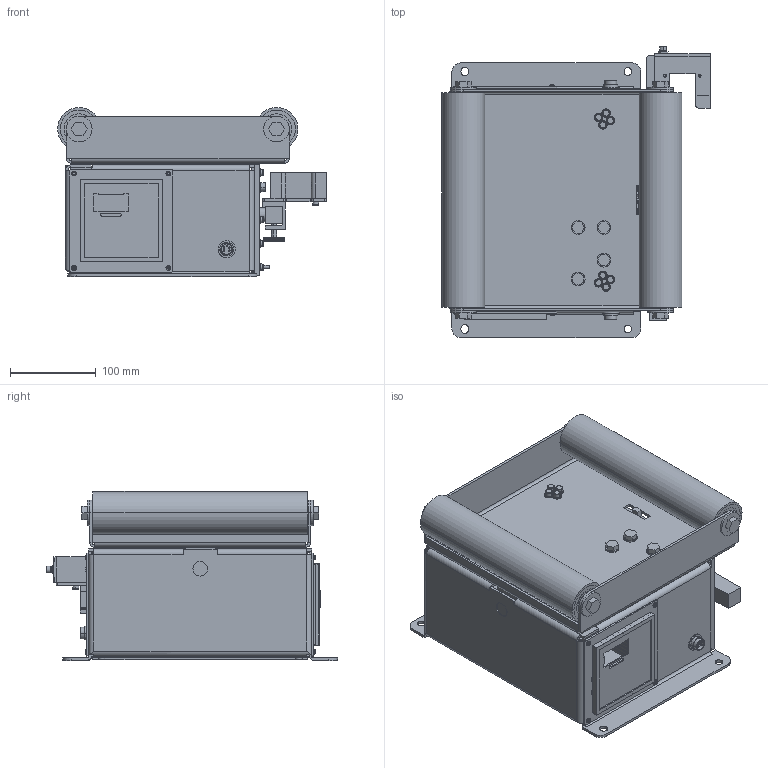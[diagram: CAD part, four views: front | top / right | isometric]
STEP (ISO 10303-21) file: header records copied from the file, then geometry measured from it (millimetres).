
FILE_DESCRIPTION((''),'2;1');
FILE_NAME('50344.stp','2010-06-24T14:44:27',(''),(''),'Mechanical Desktop 2007','Mechanical Desktop 2007',', , ');
FILE_SCHEMA(('CONFIG_CONTROL_DESIGN'));
Length unit declared in the file: millimetre
Products named in the file (167): K50344; K49821; K49822; TEIL1AAAAAAAAAAAA; SCHWEISSBOLZEN_M4X12A; SCHWEISSBOLZEN_M4X12; K0203062A; K0203062; K49822|AVE_RENDER; K49822|AVE_GLOBAL; K49822|RM_SDB; K49823; TEIL1; SCHWEISSBOLZEN_M4X12AA; K49823|AVE_RENDER; K49823|AVE_GLOBAL; K49823|RM_SDB; I-6KT_SCHRAUBE_M4X12AA; I-6KT_SCHRAUBE_M4X12; U-SCHEIBE_M4AA; U-SCHEIBE_M4A; K49824; TEIL1AAAAAA; K9901192; K0408241; GLEITLAGERBOCK_D15OHNE_KUGEL; RADIAL_GLEITLAGER_GE17UK; TEIL1AAAAAAAAA; TEIL2AAAA; Radial_Gleitlager_GE17UK|AVE_RENDER; Radial_Gleitlager_GE17UK|AVE_GLOBAL; Radial_Gleitlager_GE17UK|RM_SDB; ZYLSTIFT4X12A; ZYLSTIFT4X12AA; I-6KT_SCHRAUBE_M6X12; I-6KT_SCHRAUBE_M6X12A; U-SCHEIBE_M6; U-SCHEIBE_M6A; ZYLSTIFT4X12; NUTMUTTER_M17X1 ...
Assembly tree (332 placements, depth 5):
  K50344
    K49821
      K49822
        TEIL1AAAAAAAAAAAA
        SCHWEISSBOLZEN_M4X12A
          SCHWEISSBOLZEN_M4X12
        K0203062A
          K0203062
        K49822|AVE_RENDER  x8
        K49822|AVE_GLOBAL
        K49822|RM_SDB  x3
      K49823
        TEIL1
        SCHWEISSBOLZEN_M4X12AA  x2
          SCHWEISSBOLZEN_M4X12
        K49823|AVE_RENDER  x8
        K49823|AVE_GLOBAL
        K49823|RM_SDB  x3
      I-6KT_SCHRAUBE_M4X12AA  x6
        I-6KT_SCHRAUBE_M4X12
      U-SCHEIBE_M4AA  x6
        U-SCHEIBE_M4A
    K49824
      TEIL1AAAAAA
    K9901192
      K0408241
        GLEITLAGERBOCK_D15OHNE_KUGEL
      RADIAL_GLEITLAGER_GE17UK
        TEIL1AAAAAAAAA
        TEIL2AAAA
        Radial_Gleitlager_GE17UK|AVE_RENDER  x8
        Radial_Gleitlager_GE17UK|AVE_GLOBAL
        Radial_Gleitlager_GE17UK|RM_SDB  x3
      ZYLSTIFT4X12A
        ZYLSTIFT4X12AA
    I-6KT_SCHRAUBE_M6X12  x6
      I-6KT_SCHRAUBE_M6X12A
    U-SCHEIBE_M6  x8
      U-SCHEIBE_M6A
    ZYLSTIFT4X12
      ZYLSTIFT4X12AA
    NUTMUTTER_M17X1
      TEIL1AAAAAAAAAAA
    6KT-SCHRAUBE_M6X16  x2
      6KT-SCHRAUBE_M6X16A
    6KT-SCHRAUBE_M8X35  x3
      6KT-SCHRAUBE_M8X35A
    6KT-SCHRAUBE_M8X30
      6KT-SCHRAUBE_M8X30A
    U-SCHEIBE_M8  x4
      U-SCHEIBE_M8A
    K49916  x2
      K49527
        TEIL1AAAA
        TEIL2  x2
      K49528A
        K49528
      RILLENKUGELLAGER_6202A
        RILLENKUGELLAGER_6202
      SICHERUNGSRING_A15
Bounding box: 313 x 339.1 x 197 mm (x, y, z)
Volume: 1804021.5 mm3; surface area: 1172491.6 mm2
Topology: 159 solids, 161 shells, 5852 faces, 15376 edges, 10100 vertices
Faces by surface type: plane 3611, cylinder 1777, cone 298, torus 98, bspline 62, sphere 6
Entity records: 114718 total; most frequent: CARTESIAN_POINT 23547, ORIENTED_EDGE 18744, DIRECTION 18345, EDGE_CURVE 9372, VECTOR 6153, LINE 6153, VERTEX_POINT 6126, AXIS2_PLACEMENT_3D 6096
